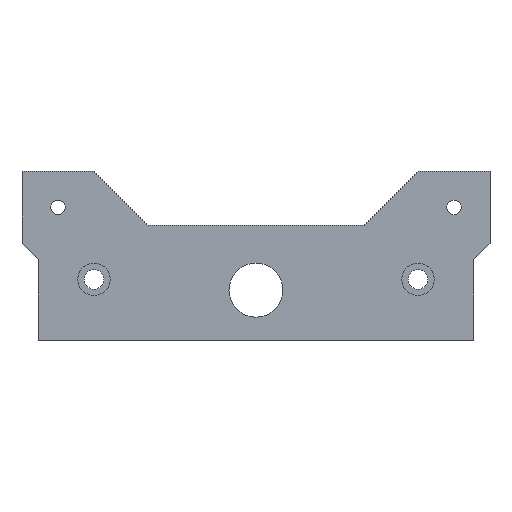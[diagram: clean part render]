
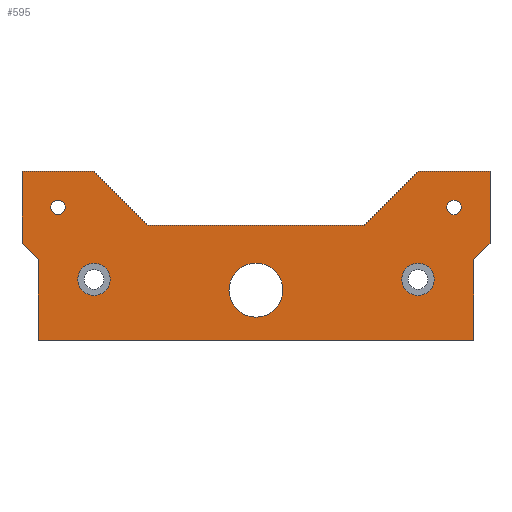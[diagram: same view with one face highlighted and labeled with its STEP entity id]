
A CAD part, top view. The second image highlights one B-rep face of the part: STEP entity #595.
In plain terms, the highlighted planar face has unit normal (0, 0, 1).
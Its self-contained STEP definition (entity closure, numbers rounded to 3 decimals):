
#24=FACE_BOUND('',#121,.T.);
#25=FACE_BOUND('',#122,.T.);
#26=FACE_BOUND('',#123,.T.);
#27=FACE_BOUND('',#124,.T.);
#28=FACE_BOUND('',#125,.T.);
#37=PLANE('',#677);
#74=FACE_OUTER_BOUND('',#120,.T.);
#120=EDGE_LOOP('',(#493,#494,#495,#496,#497,#498,#499,#500,#501,#502,#503,
#504));
#121=EDGE_LOOP('',(#505));
#122=EDGE_LOOP('',(#506));
#123=EDGE_LOOP('',(#507));
#124=EDGE_LOOP('',(#508));
#125=EDGE_LOOP('',(#509));
#164=LINE('',#967,#214);
#170=LINE('',#980,#220);
#182=LINE('',#1003,#232);
#183=LINE('',#1004,#233);
#184=LINE('',#1006,#234);
#185=LINE('',#1008,#235);
#186=LINE('',#1010,#236);
#187=LINE('',#1012,#237);
#188=LINE('',#1014,#238);
#189=LINE('',#1016,#239);
#190=LINE('',#1018,#240);
#191=LINE('',#1019,#241);
#214=VECTOR('',#799,1000.);
#220=VECTOR('',#807,1000.);
#232=VECTOR('',#823,1000.);
#233=VECTOR('',#824,1000.);
#234=VECTOR('',#825,1000.);
#235=VECTOR('',#826,1000.);
#236=VECTOR('',#827,1000.);
#237=VECTOR('',#828,1000.);
#238=VECTOR('',#829,1000.);
#239=VECTOR('',#830,1000.);
#240=VECTOR('',#831,1000.);
#241=VECTOR('',#832,1000.);
#259=CIRCLE('',#646,2.);
#261=CIRCLE('',#649,2.);
#263=CIRCLE('',#652,4.5);
#265=CIRCLE('',#655,4.5);
#271=CIRCLE('',#664,7.5);
#287=VERTEX_POINT('',#907);
#289=VERTEX_POINT('',#913);
#291=VERTEX_POINT('',#919);
#293=VERTEX_POINT('',#925);
#299=VERTEX_POINT('',#943);
#306=VERTEX_POINT('',#965);
#307=VERTEX_POINT('',#966);
#312=VERTEX_POINT('',#977);
#313=VERTEX_POINT('',#979);
#322=VERTEX_POINT('',#1002);
#323=VERTEX_POINT('',#1005);
#324=VERTEX_POINT('',#1007);
#325=VERTEX_POINT('',#1009);
#326=VERTEX_POINT('',#1011);
#327=VERTEX_POINT('',#1013);
#328=VERTEX_POINT('',#1015);
#329=VERTEX_POINT('',#1017);
#344=EDGE_CURVE('',#287,#287,#259,.T.);
#347=EDGE_CURVE('',#289,#289,#261,.T.);
#350=EDGE_CURVE('',#291,#291,#263,.T.);
#353=EDGE_CURVE('',#293,#293,#265,.T.);
#362=EDGE_CURVE('',#299,#299,#271,.T.);
#372=EDGE_CURVE('',#306,#307,#164,.T.);
#378=EDGE_CURVE('',#313,#312,#170,.T.);
#390=EDGE_CURVE('',#312,#322,#182,.T.);
#391=EDGE_CURVE('',#322,#306,#183,.T.);
#392=EDGE_CURVE('',#307,#323,#184,.T.);
#393=EDGE_CURVE('',#324,#323,#185,.T.);
#394=EDGE_CURVE('',#325,#324,#186,.T.);
#395=EDGE_CURVE('',#326,#325,#187,.T.);
#396=EDGE_CURVE('',#326,#327,#188,.T.);
#397=EDGE_CURVE('',#327,#328,#189,.T.);
#398=EDGE_CURVE('',#328,#329,#190,.T.);
#399=EDGE_CURVE('',#313,#329,#191,.T.);
#493=ORIENTED_EDGE('',*,*,#390,.T.);
#494=ORIENTED_EDGE('',*,*,#391,.T.);
#495=ORIENTED_EDGE('',*,*,#372,.T.);
#496=ORIENTED_EDGE('',*,*,#392,.T.);
#497=ORIENTED_EDGE('',*,*,#393,.F.);
#498=ORIENTED_EDGE('',*,*,#394,.F.);
#499=ORIENTED_EDGE('',*,*,#395,.F.);
#500=ORIENTED_EDGE('',*,*,#396,.T.);
#501=ORIENTED_EDGE('',*,*,#397,.T.);
#502=ORIENTED_EDGE('',*,*,#398,.T.);
#503=ORIENTED_EDGE('',*,*,#399,.F.);
#504=ORIENTED_EDGE('',*,*,#378,.T.);
#505=ORIENTED_EDGE('',*,*,#344,.F.);
#506=ORIENTED_EDGE('',*,*,#347,.F.);
#507=ORIENTED_EDGE('',*,*,#350,.F.);
#508=ORIENTED_EDGE('',*,*,#353,.F.);
#509=ORIENTED_EDGE('',*,*,#362,.F.);
#595=ADVANCED_FACE('',(#74,#24,#25,#26,#27,#28),#37,.T.);
#646=AXIS2_PLACEMENT_3D('',#909,#732,#733);
#649=AXIS2_PLACEMENT_3D('',#915,#739,#740);
#652=AXIS2_PLACEMENT_3D('',#921,#746,#747);
#655=AXIS2_PLACEMENT_3D('',#927,#753,#754);
#664=AXIS2_PLACEMENT_3D('',#945,#774,#775);
#677=AXIS2_PLACEMENT_3D('',#1001,#821,#822);
#732=DIRECTION('center_axis',(0.,0.,1.));
#733=DIRECTION('ref_axis',(1.,0.,0.));
#739=DIRECTION('center_axis',(0.,0.,1.));
#740=DIRECTION('ref_axis',(1.,0.,0.));
#746=DIRECTION('center_axis',(0.,0.,1.));
#747=DIRECTION('ref_axis',(1.,0.,0.));
#753=DIRECTION('center_axis',(0.,0.,1.));
#754=DIRECTION('ref_axis',(1.,0.,0.));
#774=DIRECTION('center_axis',(0.,0.,1.));
#775=DIRECTION('ref_axis',(1.,0.,0.));
#799=DIRECTION('',(0.,1.,0.));
#807=DIRECTION('',(1.,0.,0.));
#821=DIRECTION('center_axis',(0.,0.,1.));
#822=DIRECTION('ref_axis',(1.,0.,0.));
#823=DIRECTION('',(0.,1.,0.));
#824=DIRECTION('',(0.707,0.707,0.));
#825=DIRECTION('',(-1.,0.,0.));
#826=DIRECTION('',(0.707,0.707,0.));
#827=DIRECTION('',(1.,0.,0.));
#828=DIRECTION('',(0.707,-0.707,0.));
#829=DIRECTION('',(-1.,0.,0.));
#830=DIRECTION('',(0.,-1.,0.));
#831=DIRECTION('',(0.707,-0.707,0.));
#832=DIRECTION('',(0.,1.,0.));
#907=CARTESIAN_POINT('',(-57.,-10.,0.));
#909=CARTESIAN_POINT('Origin',(-55.,-10.,0.));
#913=CARTESIAN_POINT('',(53.,-10.,0.));
#915=CARTESIAN_POINT('Origin',(55.,-10.,0.));
#919=CARTESIAN_POINT('',(40.5,-30.,0.));
#921=CARTESIAN_POINT('Origin',(45.,-30.,0.));
#925=CARTESIAN_POINT('',(-49.5,-30.,0.));
#927=CARTESIAN_POINT('Origin',(-45.,-30.,0.));
#943=CARTESIAN_POINT('',(-7.5,-33.,0.));
#945=CARTESIAN_POINT('Origin',(0.,-33.,0.));
#965=CARTESIAN_POINT('',(65.,-20.,0.));
#966=CARTESIAN_POINT('',(65.,0.,0.));
#967=CARTESIAN_POINT('',(65.,0.,0.));
#977=CARTESIAN_POINT('',(60.5,-47.,0.));
#979=CARTESIAN_POINT('',(-60.5,-47.,0.));
#980=CARTESIAN_POINT('',(-65.,-47.,0.));
#1001=CARTESIAN_POINT('Origin',(0.,0.,0.));
#1002=CARTESIAN_POINT('',(60.5,-24.5,0.));
#1003=CARTESIAN_POINT('',(60.5,-47.,0.));
#1004=CARTESIAN_POINT('',(60.5,-24.5,0.));
#1005=CARTESIAN_POINT('',(45.,0.,0.));
#1006=CARTESIAN_POINT('',(-65.,0.,0.));
#1007=CARTESIAN_POINT('',(30.,-15.,0.));
#1008=CARTESIAN_POINT('',(30.,-15.,0.));
#1009=CARTESIAN_POINT('',(-30.,-15.,0.));
#1010=CARTESIAN_POINT('',(-30.,-15.,0.));
#1011=CARTESIAN_POINT('',(-45.,0.,0.));
#1012=CARTESIAN_POINT('',(-45.,0.,0.));
#1013=CARTESIAN_POINT('',(-65.,0.,0.));
#1014=CARTESIAN_POINT('',(-65.,0.,0.));
#1015=CARTESIAN_POINT('',(-65.,-20.,0.));
#1016=CARTESIAN_POINT('',(-65.,0.,0.));
#1017=CARTESIAN_POINT('',(-60.5,-24.5,0.));
#1018=CARTESIAN_POINT('',(-65.,-20.,0.));
#1019=CARTESIAN_POINT('',(-60.5,-47.,0.));
